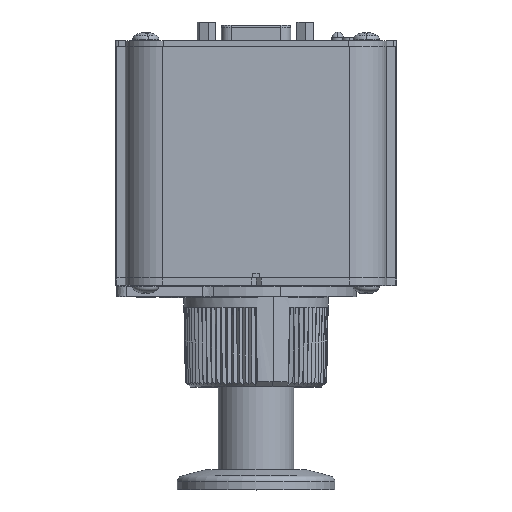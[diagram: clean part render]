
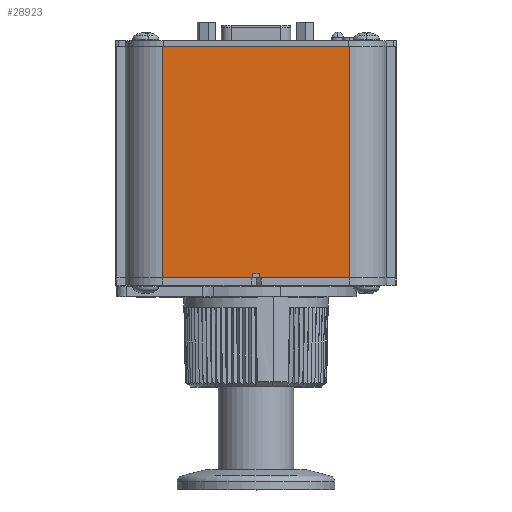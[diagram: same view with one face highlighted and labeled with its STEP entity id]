
A CAD part, top view. The second image highlights one B-rep face of the part: STEP entity #28923.
In plain terms, the highlighted planar face has unit normal (0, 0, 1).
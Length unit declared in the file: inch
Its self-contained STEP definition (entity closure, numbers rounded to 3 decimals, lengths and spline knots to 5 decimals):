
#963 = VERTEX_POINT ( 'NONE', #12234 ) ;
#1108 = VECTOR ( 'NONE', #19026, 39.37008 ) ;
#1638 = VECTOR ( 'NONE', #3279, 39.37008 ) ;
#2151 = VECTOR ( 'NONE', #21895, 39.37008 ) ;
#2387 = VECTOR ( 'NONE', #7166, 39.37008 ) ;
#2995 = EDGE_CURVE ( 'NONE', #13215, #16393, #18212, .T. ) ;
#3256 = PLANE ( 'NONE',  #5879 ) ;
#3279 = DIRECTION ( 'NONE',  ( 0., 1., 0. ) ) ;
#3317 = EDGE_CURVE ( 'NONE', #5370, #6783, #31322, .T. ) ;
#3769 = ORIENTED_EDGE ( 'NONE', *, *, #5313, .T. ) ;
#5313 = EDGE_CURVE ( 'NONE', #16393, #7610, #10693, .T. ) ;
#5370 = VERTEX_POINT ( 'NONE', #19872 ) ;
#5473 = CARTESIAN_POINT ( 'NONE',  ( -0.90896, -0.51847, 1.29099 ) ) ;
#5879 = AXIS2_PLACEMENT_3D ( 'NONE', #25091, #28194, #9554 ) ;
#6783 = VERTEX_POINT ( 'NONE', #5473 ) ;
#7166 = DIRECTION ( 'NONE',  ( -1., 0., 0. ) ) ;
#7392 = CARTESIAN_POINT ( 'NONE',  ( 0.94304, -0.51847, 1.29099 ) ) ;
#7610 = VERTEX_POINT ( 'NONE', #31827 ) ;
#8086 = CARTESIAN_POINT ( 'NONE',  ( 0.94304, -0.51847, 1.29099 ) ) ;
#9468 = CARTESIAN_POINT ( 'NONE',  ( 0.04804, -0.51847, 1.29099 ) ) ;
#9554 = DIRECTION ( 'NONE',  ( 1., 0., 0. ) ) ;
#10306 = VERTEX_POINT ( 'NONE', #12286 ) ;
#10444 = LINE ( 'NONE', #9468, #2151 ) ;
#10693 = LINE ( 'NONE', #13433, #2387 ) ;
#11177 = FACE_OUTER_BOUND ( 'NONE', #25523, .T. ) ;
#11240 = DIRECTION ( 'NONE',  ( -1., 0., 0. ) ) ;
#12234 = CARTESIAN_POINT ( 'NONE',  ( 0.04804, -0.47847, 1.29099 ) ) ;
#12286 = CARTESIAN_POINT ( 'NONE',  ( 0.04804, -0.51847, 1.29099 ) ) ;
#13215 = VERTEX_POINT ( 'NONE', #7392 ) ;
#13433 = CARTESIAN_POINT ( 'NONE',  ( 0.94304, 1.78153, 1.29099 ) ) ;
#14309 = CARTESIAN_POINT ( 'NONE',  ( -0.90896, -0.51847, 1.29099 ) ) ;
#14364 = EDGE_CURVE ( 'NONE', #13215, #10306, #21034, .T. ) ;
#14380 = ORIENTED_EDGE ( 'NONE', *, *, #14364, .F. ) ;
#15240 = CARTESIAN_POINT ( 'NONE',  ( 0.04804, -0.47847, 1.29099 ) ) ;
#16393 = VERTEX_POINT ( 'NONE', #30365 ) ;
#16485 = VECTOR ( 'NONE', #18391, 39.37008 ) ;
#17074 = EDGE_CURVE ( 'NONE', #10306, #963, #10444, .T. ) ;
#17450 = DIRECTION ( 'NONE',  ( 0., 1., 0. ) ) ;
#18212 = LINE ( 'NONE', #32063, #1638 ) ;
#18328 = CARTESIAN_POINT ( 'NONE',  ( 0.94304, -0.51847, 1.29099 ) ) ;
#18391 = DIRECTION ( 'NONE',  ( -1., 0., 0. ) ) ;
#18887 = CARTESIAN_POINT ( 'NONE',  ( -0.01396, -0.51847, 1.29099 ) ) ;
#19026 = DIRECTION ( 'NONE',  ( 0., -1., 0. ) ) ;
#19872 = CARTESIAN_POINT ( 'NONE',  ( -0.01396, -0.51847, 1.29099 ) ) ;
#19987 = EDGE_CURVE ( 'NONE', #6783, #7610, #37964, .T. ) ;
#20772 = DIRECTION ( 'NONE',  ( -1., 0., 0. ) ) ;
#21034 = LINE ( 'NONE', #8086, #36573 ) ;
#21810 = ORIENTED_EDGE ( 'NONE', *, *, #2995, .T. ) ;
#21871 = EDGE_CURVE ( 'NONE', #963, #39480, #23805, .T. ) ;
#21895 = DIRECTION ( 'NONE',  ( 0., 1., 0. ) ) ;
#23095 = VECTOR ( 'NONE', #20772, 39.37008 ) ;
#23641 = ORIENTED_EDGE ( 'NONE', *, *, #19987, .F. ) ;
#23805 = LINE ( 'NONE', #15240, #16485 ) ;
#25091 = CARTESIAN_POINT ( 'NONE',  ( 0.94304, -0.51847, 1.29099 ) ) ;
#25523 = EDGE_LOOP ( 'NONE', ( #25892, #28932, #14380, #21810, #3769, #23641, #26296, #37631 ) ) ;
#25892 = ORIENTED_EDGE ( 'NONE', *, *, #21871, .F. ) ;
#26296 = ORIENTED_EDGE ( 'NONE', *, *, #3317, .F. ) ;
#26913 = LINE ( 'NONE', #18887, #1108 ) ;
#27753 = VECTOR ( 'NONE', #17450, 39.37008 ) ;
#28194 = DIRECTION ( 'NONE',  ( 0., 0., -1. ) ) ;
#28923 = ADVANCED_FACE ( 'NONE', ( #11177 ), #3256, .F. ) ;
#28932 = ORIENTED_EDGE ( 'NONE', *, *, #17074, .F. ) ;
#30365 = CARTESIAN_POINT ( 'NONE',  ( 0.94304, 1.78153, 1.29099 ) ) ;
#31322 = LINE ( 'NONE', #18328, #23095 ) ;
#31827 = CARTESIAN_POINT ( 'NONE',  ( -0.90896, 1.78153, 1.29099 ) ) ;
#32063 = CARTESIAN_POINT ( 'NONE',  ( 0.94304, -0.51847, 1.29099 ) ) ;
#32172 = EDGE_CURVE ( 'NONE', #39480, #5370, #26913, .T. ) ;
#33523 = CARTESIAN_POINT ( 'NONE',  ( -0.01396, -0.47847, 1.29099 ) ) ;
#36573 = VECTOR ( 'NONE', #11240, 39.37008 ) ;
#37631 = ORIENTED_EDGE ( 'NONE', *, *, #32172, .F. ) ;
#37964 = LINE ( 'NONE', #14309, #27753 ) ;
#39480 = VERTEX_POINT ( 'NONE', #33523 ) ;
